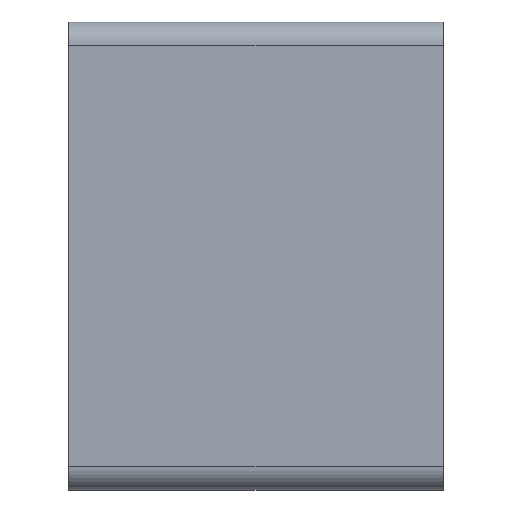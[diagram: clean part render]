
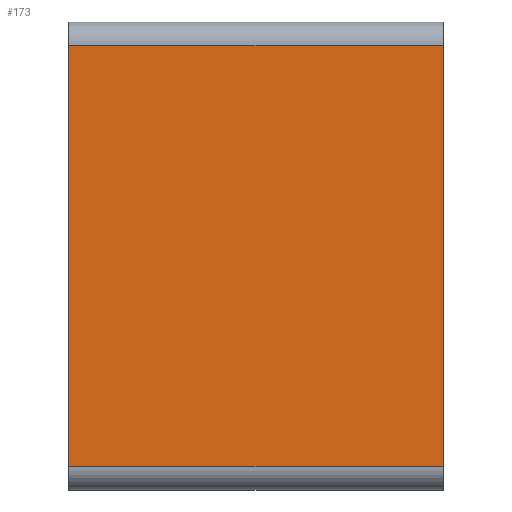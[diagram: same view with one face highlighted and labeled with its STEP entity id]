
A CAD part, left-side view. The second image highlights one B-rep face of the part: STEP entity #173.
In plain terms, the highlighted planar face has unit normal (-1, 0, 0).
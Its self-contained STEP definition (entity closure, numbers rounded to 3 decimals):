
#173 = ADVANCED_FACE( '', ( #329 ), #330, .T. );
#329 = FACE_OUTER_BOUND( '', #485, .T. );
#330 = PLANE( '', #486 );
#485 = EDGE_LOOP( '', ( #756, #757, #758, #759 ) );
#486 = AXIS2_PLACEMENT_3D( '', #760, #761, #762 );
#756 = ORIENTED_EDGE( '', *, *, #1095, .F. );
#757 = ORIENTED_EDGE( '', *, *, #1064, .F. );
#758 = ORIENTED_EDGE( '', *, *, #1081, .T. );
#759 = ORIENTED_EDGE( '', *, *, #1092, .T. );
#760 = CARTESIAN_POINT( '', ( -3., -4., 0.5 ) );
#761 = DIRECTION( '', ( -1., 0., 0. ) );
#762 = DIRECTION( '', ( 0., 0., 1. ) );
#1064 = EDGE_CURVE( '', #1280, #1278, #1282, .T. );
#1081 = EDGE_CURVE( '', #1280, #1307, #1309, .T. );
#1092 = EDGE_CURVE( '', #1307, #1323, #1326, .T. );
#1095 = EDGE_CURVE( '', #1278, #1323, #1329, .T. );
#1278 = VERTEX_POINT( '', #1566 );
#1280 = VERTEX_POINT( '', #1568 );
#1282 = LINE( '', #1570, #1571 );
#1307 = VERTEX_POINT( '', #1603 );
#1309 = LINE( '', #1605, #1606 );
#1323 = VERTEX_POINT( '', #1624 );
#1326 = LINE( '', #1627, #1628 );
#1329 = LINE( '', #1632, #1633 );
#1566 = CARTESIAN_POINT( '', ( -3., 4., 0.5 ) );
#1568 = CARTESIAN_POINT( '', ( -3., -4., 0.5 ) );
#1570 = CARTESIAN_POINT( '', ( -3., -4., 0.5 ) );
#1571 = VECTOR( '', #1825, 1000. );
#1603 = CARTESIAN_POINT( '', ( -3., -4., 9.5 ) );
#1605 = CARTESIAN_POINT( '', ( -3., -4., 0.5 ) );
#1606 = VECTOR( '', #1851, 1000. );
#1624 = CARTESIAN_POINT( '', ( -3., 4., 9.5 ) );
#1627 = CARTESIAN_POINT( '', ( -3., -4., 9.5 ) );
#1628 = VECTOR( '', #1865, 1000. );
#1632 = CARTESIAN_POINT( '', ( -3., 4., 0.5 ) );
#1633 = VECTOR( '', #1867, 1000. );
#1825 = DIRECTION( '', ( 0., 1., 0. ) );
#1851 = DIRECTION( '', ( 0., 0., 1. ) );
#1865 = DIRECTION( '', ( 0., 1., 0. ) );
#1867 = DIRECTION( '', ( 0., 0., 1. ) );
